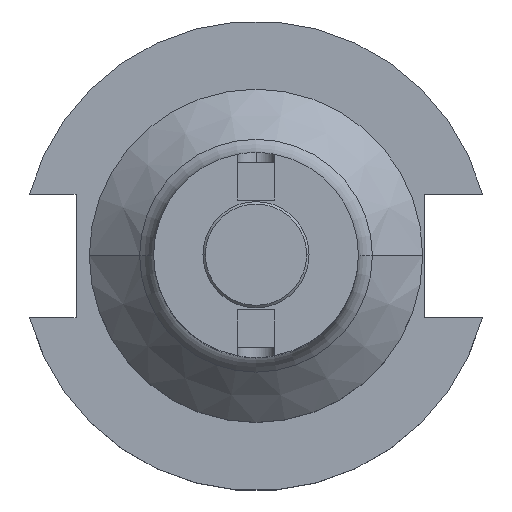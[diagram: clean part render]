
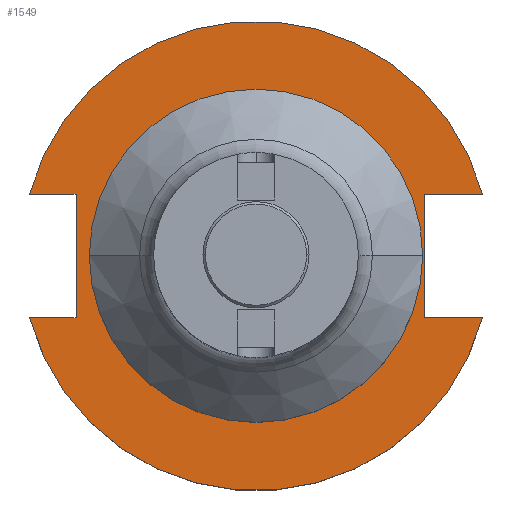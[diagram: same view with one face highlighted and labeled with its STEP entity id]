
A CAD part, top view. The second image highlights one B-rep face of the part: STEP entity #1549.
In plain terms, the highlighted planar face has unit normal (0, 0, 1).
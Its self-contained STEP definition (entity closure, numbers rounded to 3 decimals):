
#6 = CARTESIAN_POINT ( 'NONE',  ( -63.719, -12.954, 19.05 ) ) ;
#27 = DIRECTION ( 'NONE',  ( 0., 0., 1. ) ) ;
#71 = CARTESIAN_POINT ( 'NONE',  ( 34.925, 0., 19.05 ) ) ;
#101 = CARTESIAN_POINT ( 'NONE',  ( 47.477, 12.954, 19.05 ) ) ;
#120 = VERTEX_POINT ( 'NONE', #977 ) ;
#156 = ORIENTED_EDGE ( 'NONE', *, *, #191, .F. ) ;
#167 = CIRCLE ( 'NONE', #2037, 49.212 ) ;
#170 = CARTESIAN_POINT ( 'NONE',  ( 35.306, 12.954, 19.05 ) ) ;
#175 = DIRECTION ( 'NONE',  ( 1., 0., 0. ) ) ;
#176 = ORIENTED_EDGE ( 'NONE', *, *, #1340, .F. ) ;
#179 = VERTEX_POINT ( 'NONE', #1781 ) ;
#186 = CARTESIAN_POINT ( 'NONE',  ( -37.719, 12.954, 19.05 ) ) ;
#191 = EDGE_CURVE ( 'NONE', #120, #1577, #1916, .T. ) ;
#216 = ORIENTED_EDGE ( 'NONE', *, *, #1820, .T. ) ;
#237 = VECTOR ( 'NONE', #2207, 1000. ) ;
#243 = FACE_BOUND ( 'NONE', #2423, .T. ) ;
#244 = VERTEX_POINT ( 'NONE', #1953 ) ;
#276 = ORIENTED_EDGE ( 'NONE', *, *, #2110, .F. ) ;
#296 = CARTESIAN_POINT ( 'NONE',  ( 35.306, 12.954, 19.05 ) ) ;
#349 = VERTEX_POINT ( 'NONE', #170 ) ;
#357 = PLANE ( 'NONE',  #1211 ) ;
#409 = DIRECTION ( 'NONE',  ( -1., 0., 0. ) ) ;
#415 = VERTEX_POINT ( 'NONE', #1742 ) ;
#422 = VECTOR ( 'NONE', #409, 1000. ) ;
#467 = ORIENTED_EDGE ( 'NONE', *, *, #958, .T. ) ;
#551 = CARTESIAN_POINT ( 'NONE',  ( 0., 49.212, 19.05 ) ) ;
#647 = EDGE_CURVE ( 'NONE', #1298, #349, #1974, .T. ) ;
#649 = DIRECTION ( 'NONE',  ( 0., -1., 0. ) ) ;
#668 = DIRECTION ( 'NONE',  ( -1., 0., 0. ) ) ;
#675 = CARTESIAN_POINT ( 'NONE',  ( 47.477, -12.954, 19.05 ) ) ;
#704 = EDGE_CURVE ( 'NONE', #2071, #415, #1374, .T. ) ;
#714 = ORIENTED_EDGE ( 'NONE', *, *, #2274, .F. ) ;
#734 = DIRECTION ( 'NONE',  ( 0., 0., 1. ) ) ;
#825 = VECTOR ( 'NONE', #668, 1000. ) ;
#918 = DIRECTION ( 'NONE',  ( 1., 0., 0. ) ) ;
#937 = CARTESIAN_POINT ( 'NONE',  ( -37.719, -12.954, 19.05 ) ) ;
#958 = EDGE_CURVE ( 'NONE', #1298, #1729, #1408, .T. ) ;
#977 = CARTESIAN_POINT ( 'NONE',  ( -47.477, -12.954, 19.05 ) ) ;
#1005 = CARTESIAN_POINT ( 'NONE',  ( 0., 0., 19.05 ) ) ;
#1178 = AXIS2_PLACEMENT_3D ( 'NONE', #1005, #2052, #2382 ) ;
#1194 = LINE ( 'NONE', #2424, #237 ) ;
#1211 = AXIS2_PLACEMENT_3D ( 'NONE', #551, #734, #918 ) ;
#1284 = CARTESIAN_POINT ( 'NONE',  ( -47.477, 12.954, 19.05 ) ) ;
#1298 = VERTEX_POINT ( 'NONE', #101 ) ;
#1299 = VERTEX_POINT ( 'NONE', #675 ) ;
#1314 = VECTOR ( 'NONE', #649, 1000. ) ;
#1340 = EDGE_CURVE ( 'NONE', #415, #2071, #1702, .T. ) ;
#1343 = LINE ( 'NONE', #1433, #825 ) ;
#1374 = CIRCLE ( 'NONE', #1752, 34.925 ) ;
#1408 = CIRCLE ( 'NONE', #1178, 49.212 ) ;
#1413 = CARTESIAN_POINT ( 'NONE',  ( 35.306, 12.954, 19.05 ) ) ;
#1433 = CARTESIAN_POINT ( 'NONE',  ( -63.719, 12.954, 19.05 ) ) ;
#1439 = VECTOR ( 'NONE', #2118, 1000. ) ;
#1496 = ORIENTED_EDGE ( 'NONE', *, *, #2116, .F. ) ;
#1506 = LINE ( 'NONE', #186, #1439 ) ;
#1517 = VECTOR ( 'NONE', #2311, 1000. ) ;
#1549 = ADVANCED_FACE ( 'NONE', ( #243, #2261 ), #357, .T. ) ;
#1577 = VERTEX_POINT ( 'NONE', #937 ) ;
#1630 = DIRECTION ( 'NONE',  ( 1., 0., 0. ) ) ;
#1702 = CIRCLE ( 'NONE', #2186, 34.925 ) ;
#1722 = LINE ( 'NONE', #1413, #1314 ) ;
#1729 = VERTEX_POINT ( 'NONE', #1284 ) ;
#1742 = CARTESIAN_POINT ( 'NONE',  ( -34.925, 0., 19.05 ) ) ;
#1752 = AXIS2_PLACEMENT_3D ( 'NONE', #2201, #1815, #1630 ) ;
#1781 = CARTESIAN_POINT ( 'NONE',  ( -37.719, 12.954, 19.05 ) ) ;
#1815 = DIRECTION ( 'NONE',  ( 0., 0., 1. ) ) ;
#1820 = EDGE_CURVE ( 'NONE', #120, #1299, #167, .T. ) ;
#1894 = ORIENTED_EDGE ( 'NONE', *, *, #2457, .F. ) ;
#1916 = LINE ( 'NONE', #6, #1517 ) ;
#1935 = ORIENTED_EDGE ( 'NONE', *, *, #704, .F. ) ;
#1942 = EDGE_LOOP ( 'NONE', ( #216, #1496, #276, #2341, #467, #714, #1894, #156 ) ) ;
#1953 = CARTESIAN_POINT ( 'NONE',  ( 35.306, -12.954, 19.05 ) ) ;
#1974 = LINE ( 'NONE', #296, #422 ) ;
#2037 = AXIS2_PLACEMENT_3D ( 'NONE', #2184, #27, #175 ) ;
#2052 = DIRECTION ( 'NONE',  ( 0., 0., 1. ) ) ;
#2066 = CARTESIAN_POINT ( 'NONE',  ( 0., 0., 19.05 ) ) ;
#2071 = VERTEX_POINT ( 'NONE', #71 ) ;
#2110 = EDGE_CURVE ( 'NONE', #349, #244, #1722, .T. ) ;
#2116 = EDGE_CURVE ( 'NONE', #244, #1299, #1194, .T. ) ;
#2118 = DIRECTION ( 'NONE',  ( 0., 1., 0. ) ) ;
#2184 = CARTESIAN_POINT ( 'NONE',  ( 0., 0., 19.05 ) ) ;
#2186 = AXIS2_PLACEMENT_3D ( 'NONE', #2066, #2233, #2245 ) ;
#2201 = CARTESIAN_POINT ( 'NONE',  ( 0., 0., 19.05 ) ) ;
#2207 = DIRECTION ( 'NONE',  ( 1., 0., 0. ) ) ;
#2233 = DIRECTION ( 'NONE',  ( 0., 0., 1. ) ) ;
#2245 = DIRECTION ( 'NONE',  ( 1., 0., 0. ) ) ;
#2261 = FACE_OUTER_BOUND ( 'NONE', #1942, .T. ) ;
#2274 = EDGE_CURVE ( 'NONE', #179, #1729, #1343, .T. ) ;
#2311 = DIRECTION ( 'NONE',  ( 1., 0., 0. ) ) ;
#2341 = ORIENTED_EDGE ( 'NONE', *, *, #647, .F. ) ;
#2382 = DIRECTION ( 'NONE',  ( 1., 0., 0. ) ) ;
#2423 = EDGE_LOOP ( 'NONE', ( #1935, #176 ) ) ;
#2424 = CARTESIAN_POINT ( 'NONE',  ( 35.306, -12.954, 19.05 ) ) ;
#2457 = EDGE_CURVE ( 'NONE', #1577, #179, #1506, .T. ) ;
